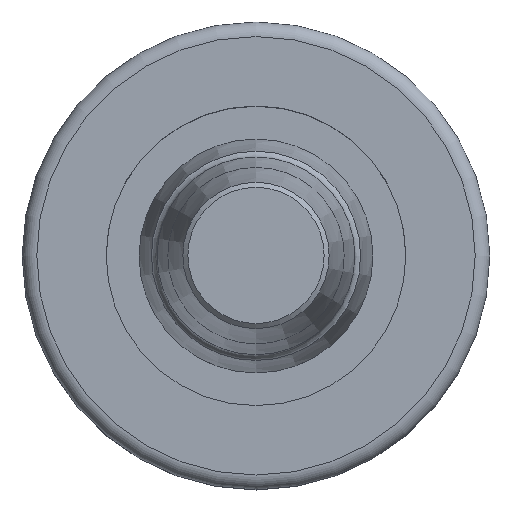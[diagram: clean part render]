
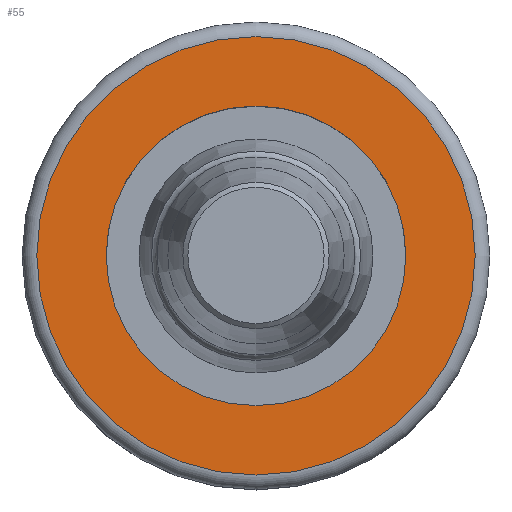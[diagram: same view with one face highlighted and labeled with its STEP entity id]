
A CAD part, top view. The second image highlights one B-rep face of the part: STEP entity #55.
In plain terms, the highlighted planar face has unit normal (0, 0, 1).
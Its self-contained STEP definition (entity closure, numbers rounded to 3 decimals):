
#39=PLANE('',#294);
#55=ADVANCED_FACE('',(#84,#85),#39,.T.);
#84=FACE_BOUND('',#124,.T.);
#85=FACE_BOUND('',#125,.T.);
#124=EDGE_LOOP('',(#166));
#125=EDGE_LOOP('',(#167));
#166=ORIENTED_EDGE('',*,*,#227,.T.);
#167=ORIENTED_EDGE('',*,*,#226,.F.);
#205=VERTEX_POINT('',#436);
#206=VERTEX_POINT('',#439);
#226=EDGE_CURVE('',#205,#205,#247,.T.);
#227=EDGE_CURVE('',#206,#206,#248,.T.);
#247=CIRCLE('',#291,15.);
#248=CIRCLE('',#293,10.25);
#291=AXIS2_PLACEMENT_3D('',#435,#347,#348);
#293=AXIS2_PLACEMENT_3D('',#438,#351,#352);
#294=AXIS2_PLACEMENT_3D('',#440,#353,#354);
#347=DIRECTION('',(0.,0.,-1.));
#348=DIRECTION('',(0.,1.,0.));
#351=DIRECTION('',(0.,0.,-1.));
#352=DIRECTION('',(0.,1.,0.));
#353=DIRECTION('',(0.,0.,1.));
#354=DIRECTION('',(0.,1.,0.));
#435=CARTESIAN_POINT('',(0.,0.,7.5));
#436=CARTESIAN_POINT('',(0.,15.,7.5));
#438=CARTESIAN_POINT('',(0.,0.,7.5));
#439=CARTESIAN_POINT('',(0.,10.25,7.5));
#440=CARTESIAN_POINT('',(0.,-15.,7.5));
